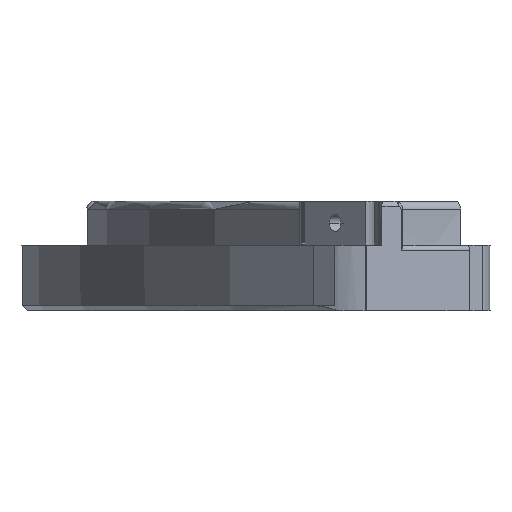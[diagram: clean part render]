
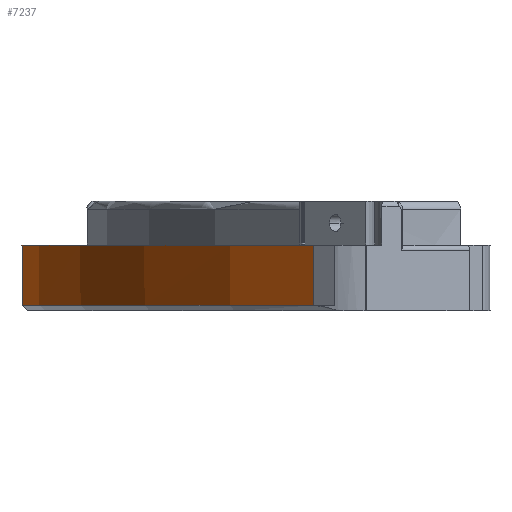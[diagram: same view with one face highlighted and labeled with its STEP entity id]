
A CAD part, front view. The second image highlights one B-rep face of the part: STEP entity #7237.
In plain terms, the highlighted cylindrical face has radius 180 mm (diameter 360 mm), a partial arc.
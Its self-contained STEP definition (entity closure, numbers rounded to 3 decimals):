
#97 = EDGE_CURVE ( 'NONE', #7134, #1679, #3656, .T. ) ;
#154 = EDGE_CURVE ( 'NONE', #3745, #3552, #1772, .T. ) ;
#294 = DIRECTION ( 'NONE',  ( 0., 1., 0. ) ) ;
#662 = DIRECTION ( 'NONE',  ( 0., 0., -1. ) ) ;
#770 = AXIS2_PLACEMENT_3D ( 'NONE', #8240, #2046, #6276 ) ;
#1013 = VERTEX_POINT ( 'NONE', #4441 ) ;
#1263 = VECTOR ( 'NONE', #8216, 1000. ) ;
#1347 = AXIS2_PLACEMENT_3D ( 'NONE', #6891, #662, #4151 ) ;
#1370 = FACE_OUTER_BOUND ( 'NONE', #3133, .T. ) ;
#1373 = ORIENTED_EDGE ( 'NONE', *, *, #1523, .T. ) ;
#1523 = EDGE_CURVE ( 'NONE', #5680, #1013, #2132, .T. ) ;
#1664 = CARTESIAN_POINT ( 'NONE',  ( 0., -3.513, 7.416 ) ) ;
#1679 = VERTEX_POINT ( 'NONE', #6801 ) ;
#1772 = CIRCLE ( 'NONE', #1917, 180. ) ;
#1917 = AXIS2_PLACEMENT_3D ( 'NONE', #6559, #5015, #7117 ) ;
#2020 = CARTESIAN_POINT ( 'NONE',  ( -122.966, -134.964, -4.584 ) ) ;
#2046 = DIRECTION ( 'NONE',  ( 0., 0., 1. ) ) ;
#2049 = ORIENTED_EDGE ( 'NONE', *, *, #2664, .F. ) ;
#2132 = CIRCLE ( 'NONE', #6783, 180. ) ;
#2202 = ORIENTED_EDGE ( 'NONE', *, *, #97, .F. ) ;
#2298 = LINE ( 'NONE', #8411, #7501 ) ;
#2637 = CARTESIAN_POINT ( 'NONE',  ( -131.519, 119.379, 1.416 ) ) ;
#2664 = EDGE_CURVE ( 'NONE', #1679, #1013, #2298, .T. ) ;
#2947 = EDGE_CURVE ( 'NONE', #3552, #5680, #8855, .T. ) ;
#3133 = EDGE_LOOP ( 'NONE', ( #2049, #2202, #8230, #6198, #6911, #1373 ) ) ;
#3552 = VERTEX_POINT ( 'NONE', #6422 ) ;
#3656 = CIRCLE ( 'NONE', #1347, 180. ) ;
#3745 = VERTEX_POINT ( 'NONE', #7175 ) ;
#4151 = DIRECTION ( 'NONE',  ( 0., 1., 0. ) ) ;
#4181 = CYLINDRICAL_SURFACE ( 'NONE', #770, 180. ) ;
#4441 = CARTESIAN_POINT ( 'NONE',  ( -109.121, 139.639, 7.416 ) ) ;
#5015 = DIRECTION ( 'NONE',  ( 0., 0., 1. ) ) ;
#5680 = VERTEX_POINT ( 'NONE', #6021 ) ;
#5681 = VECTOR ( 'NONE', #8878, 1000. ) ;
#6021 = CARTESIAN_POINT ( 'NONE',  ( -122.966, -134.964, 7.416 ) ) ;
#6076 = EDGE_CURVE ( 'NONE', #7134, #3745, #6140, .T. ) ;
#6095 = CARTESIAN_POINT ( 'NONE',  ( -131.519, 119.379, 1.416 ) ) ;
#6140 = LINE ( 'NONE', #6095, #5681 ) ;
#6198 = ORIENTED_EDGE ( 'NONE', *, *, #154, .T. ) ;
#6276 = DIRECTION ( 'NONE',  ( 0., -1., 0. ) ) ;
#6422 = CARTESIAN_POINT ( 'NONE',  ( -122.966, -134.964, -3.584 ) ) ;
#6521 = DIRECTION ( 'NONE',  ( 0., 0., -1. ) ) ;
#6559 = CARTESIAN_POINT ( 'NONE',  ( 0., -3.513, -3.584 ) ) ;
#6783 = AXIS2_PLACEMENT_3D ( 'NONE', #1664, #6521, #294 ) ;
#6801 = CARTESIAN_POINT ( 'NONE',  ( -109.121, 139.639, 1.416 ) ) ;
#6891 = CARTESIAN_POINT ( 'NONE',  ( 0., -3.513, 1.416 ) ) ;
#6911 = ORIENTED_EDGE ( 'NONE', *, *, #2947, .T. ) ;
#7086 = DIRECTION ( 'NONE',  ( 0., 0., 1. ) ) ;
#7117 = DIRECTION ( 'NONE',  ( 0., 1., 0. ) ) ;
#7134 = VERTEX_POINT ( 'NONE', #2637 ) ;
#7175 = CARTESIAN_POINT ( 'NONE',  ( -131.519, 119.379, -3.584 ) ) ;
#7237 = ADVANCED_FACE ( 'NONE', ( #1370 ), #4181, .T. ) ;
#7501 = VECTOR ( 'NONE', #7086, 1000. ) ;
#8216 = DIRECTION ( 'NONE',  ( 0., 0., 1. ) ) ;
#8230 = ORIENTED_EDGE ( 'NONE', *, *, #6076, .T. ) ;
#8240 = CARTESIAN_POINT ( 'NONE',  ( 0., -3.513, -4.584 ) ) ;
#8411 = CARTESIAN_POINT ( 'NONE',  ( -109.121, 139.639, -4.584 ) ) ;
#8855 = LINE ( 'NONE', #2020, #1263 ) ;
#8878 = DIRECTION ( 'NONE',  ( 0., 0., -1. ) ) ;
